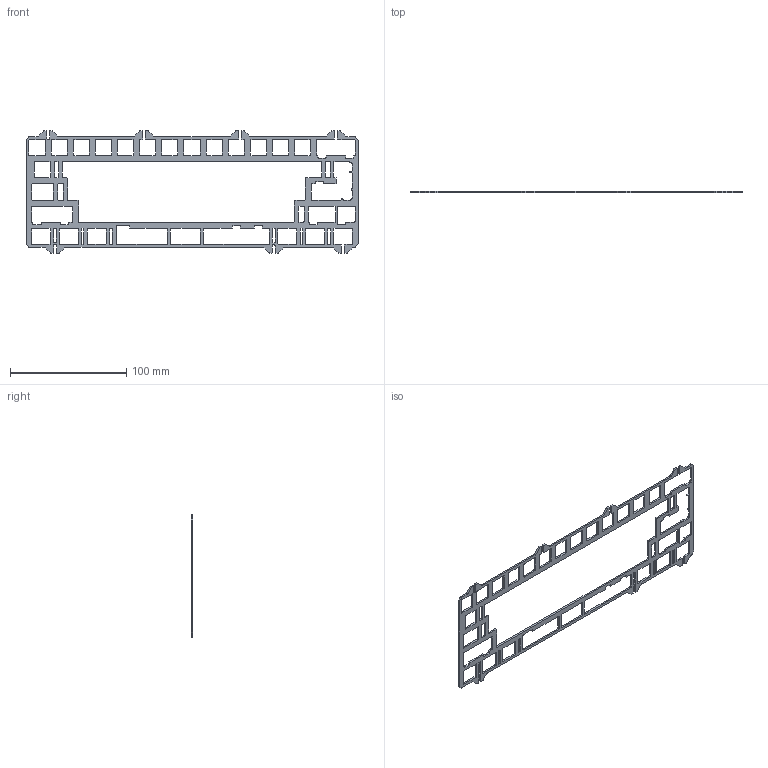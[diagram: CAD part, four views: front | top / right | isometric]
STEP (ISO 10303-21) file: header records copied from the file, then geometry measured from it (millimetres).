
FILE_DESCRIPTION(/* description */ (''),/* implementation_level */ '2;1');
FILE_NAME(/* name */ 'Half-Plate-Flex-Cut.step',/* time_stamp */ '2023-06-02T15:26:33-04:00',/* author */ (''),/* organization */ (''),/* preprocessor_version */ 'ST-DEVELOPER v19.2',/* originating_system */ 'Autodesk Translation Framework v12.6.0.85',/* authorisation */ '');
FILE_SCHEMA (('AUTOMOTIVE_DESIGN { 1 0 10303 214 3 1 1 }'));
Length unit declared in the file: millimetre
Products named in the file (1): (Unsaved)
Bounding box: 285.75 x 1.5 x 105.25 mm (x, y, z)
Volume: 11880.6 mm3; surface area: 21496.8 mm2
Topology: 1 solids, 1 shells, 544 faces, 1626 edges, 1084 vertices
Faces by surface type: plane 287, cylinder 257
Entity records: 18608 total; most frequent: CARTESIAN_POINT 3255, ORIENTED_EDGE 3252, DIRECTION 3230, EDGE_CURVE 1626, LINE 1112, VECTOR 1112, VERTEX_POINT 1084, AXIS2_PLACEMENT_3D 1059
